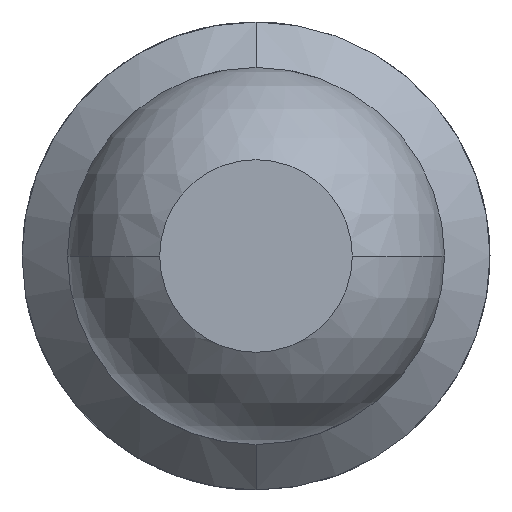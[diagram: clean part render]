
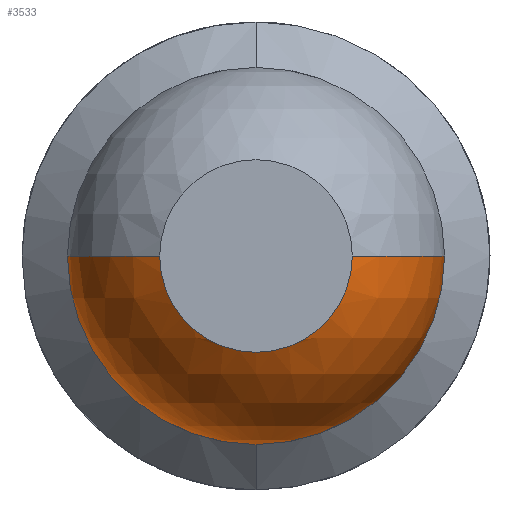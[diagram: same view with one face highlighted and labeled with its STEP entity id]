
A CAD part, front view. The second image highlights one B-rep face of the part: STEP entity #3533.
In plain terms, the highlighted spherical face has radius 0.685 mm.
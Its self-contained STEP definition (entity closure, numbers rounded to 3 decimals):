
#16 = CARTESIAN_POINT ( 'NONE',  ( 0.685, -29.411, 0. ) ) ;
#28 = DIRECTION ( 'NONE',  ( 0., 0., 1. ) ) ;
#87 = VERTEX_POINT ( 'NONE', #3455 ) ;
#134 = CARTESIAN_POINT ( 'NONE',  ( 0., -30., 0. ) ) ;
#320 = CIRCLE ( 'NONE', #1206, 0.35 ) ;
#436 = AXIS2_PLACEMENT_3D ( 'NONE', #2978, #2963, #2257 ) ;
#567 = VERTEX_POINT ( 'NONE', #2285 ) ;
#611 = SPHERICAL_SURFACE ( 'NONE', #1852, 0.685 ) ;
#680 = VERTEX_POINT ( 'NONE', #4156 ) ;
#695 = CARTESIAN_POINT ( 'NONE',  ( 0., -29.411, 0. ) ) ;
#815 = CIRCLE ( 'NONE', #436, 0.685 ) ;
#852 = VERTEX_POINT ( 'NONE', #3268 ) ;
#1064 = EDGE_CURVE ( 'Defeature ausgef�hrt1_5+Defeature ausgef�hrt1_4+Defeature ausgef�hrt1_4+Defeature ausgef�hrt1_4', #852, #3190, #2825, .T. ) ;
#1142 = DIRECTION ( 'NONE',  ( 0., 1., 0. ) ) ;
#1144 = AXIS2_PLACEMENT_3D ( 'NONE', #1509, #1142, #3831 ) ;
#1181 = EDGE_CURVE ( 'Defeature ausgef�hrt1_12+Defeature ausgef�hrt1_4+Defeature ausgef�hrt1_4+Defeature ausgef�hrt1_4', #87, #567, #320, .T. ) ;
#1206 = AXIS2_PLACEMENT_3D ( 'NONE', #2900, #3595, #3226 ) ;
#1247 = DIRECTION ( 'NONE',  ( 0., 0., 1. ) ) ;
#1375 = DIRECTION ( 'NONE',  ( 1., 0., 0. ) ) ;
#1509 = CARTESIAN_POINT ( 'NONE',  ( 0., -29.411, 0. ) ) ;
#1703 = ORIENTED_EDGE ( 'NONE', *, *, #1064, .F. ) ;
#1750 = ORIENTED_EDGE ( 'NONE', *, *, #2705, .F. ) ;
#1852 = AXIS2_PLACEMENT_3D ( 'NONE', #3257, #2875, #3606 ) ;
#2099 = DIRECTION ( 'NONE',  ( 0., -1., 0. ) ) ;
#2236 = CARTESIAN_POINT ( 'NONE',  ( 0., -29.411, 0. ) ) ;
#2257 = DIRECTION ( 'NONE',  ( -1., 0., 0. ) ) ;
#2285 = CARTESIAN_POINT ( 'NONE',  ( 0.35, -30., 0. ) ) ;
#2339 = CARTESIAN_POINT ( 'NONE',  ( -0.685, -29.411, 0. ) ) ;
#2374 = EDGE_CURVE ( 'Defeature ausgef�hrt1_5+Defeature ausgef�hrt1_4+Defeature ausgef�hrt1_4+Defeature ausgef�hrt1_4', #3146, #852, #3554, .T. ) ;
#2515 = ORIENTED_EDGE ( 'NONE', *, *, #2374, .F. ) ;
#2637 = AXIS2_PLACEMENT_3D ( 'NONE', #134, #2099, #3496 ) ;
#2677 = ORIENTED_EDGE ( 'NONE', *, *, #3043, .T. ) ;
#2705 = EDGE_CURVE ( 'Defeature ausgef�hrt1_12+Defeature ausgef�hrt1_4+Defeature ausgef�hrt1_4+Defeature ausgef�hrt1_4', #680, #87, #3755, .T. ) ;
#2825 = CIRCLE ( 'NONE', #1144, 0.685 ) ;
#2875 = DIRECTION ( 'NONE',  ( 0., 0., -1. ) ) ;
#2900 = CARTESIAN_POINT ( 'NONE',  ( 0., -30., 0. ) ) ;
#2926 = DIRECTION ( 'NONE',  ( 0., 1., 0. ) ) ;
#2963 = DIRECTION ( 'NONE',  ( 0., 0., -1. ) ) ;
#2978 = CARTESIAN_POINT ( 'NONE',  ( 0., -29.411, 0. ) ) ;
#3043 = EDGE_CURVE ( 'NONE', #680, #3190, #815, .T. ) ;
#3068 = EDGE_CURVE ( 'NONE', #567, #3146, #3499, .T. ) ;
#3146 = VERTEX_POINT ( 'NONE', #16 ) ;
#3190 = VERTEX_POINT ( 'NONE', #2339 ) ;
#3226 = DIRECTION ( 'NONE',  ( 0., 0., -1. ) ) ;
#3257 = CARTESIAN_POINT ( 'NONE',  ( 0., -29.411, 0. ) ) ;
#3268 = CARTESIAN_POINT ( 'NONE',  ( 0., -29.411, -0.685 ) ) ;
#3380 = AXIS2_PLACEMENT_3D ( 'NONE', #2236, #2926, #1247 ) ;
#3455 = CARTESIAN_POINT ( 'NONE',  ( 0., -30., -0.35 ) ) ;
#3496 = DIRECTION ( 'NONE',  ( 0., 0., -1. ) ) ;
#3499 = CIRCLE ( 'NONE', #4107, 0.685 ) ;
#3516 = ORIENTED_EDGE ( 'NONE', *, *, #1181, .F. ) ;
#3533 = ADVANCED_FACE ( 'Defeature ausgef�hrt1_4', ( #3967 ), #611, .T. ) ;
#3554 = CIRCLE ( 'NONE', #3380, 0.685 ) ;
#3595 = DIRECTION ( 'NONE',  ( 0., -1., 0. ) ) ;
#3606 = DIRECTION ( 'NONE',  ( 1., 0., 0. ) ) ;
#3755 = CIRCLE ( 'NONE', #2637, 0.35 ) ;
#3831 = DIRECTION ( 'NONE',  ( 0., 0., 1. ) ) ;
#3895 = EDGE_LOOP ( 'NONE', ( #1750, #2677, #1703, #2515, #4062, #3516 ) ) ;
#3967 = FACE_OUTER_BOUND ( 'NONE', #3895, .T. ) ;
#4062 = ORIENTED_EDGE ( 'NONE', *, *, #3068, .F. ) ;
#4107 = AXIS2_PLACEMENT_3D ( 'NONE', #695, #28, #1375 ) ;
#4156 = CARTESIAN_POINT ( 'NONE',  ( -0.35, -30., 0. ) ) ;
